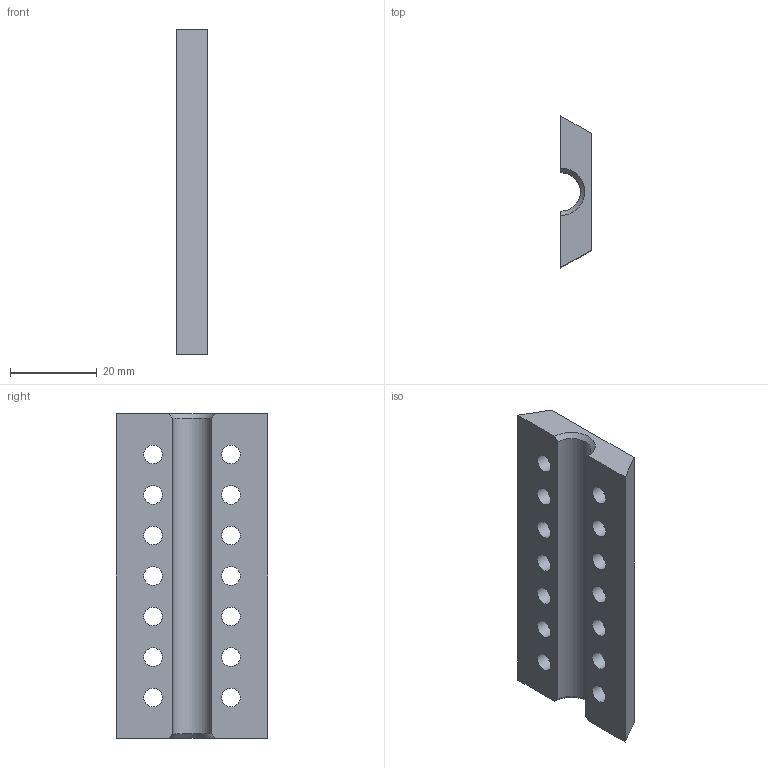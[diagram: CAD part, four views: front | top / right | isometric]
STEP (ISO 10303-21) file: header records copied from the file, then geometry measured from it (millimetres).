
FILE_DESCRIPTION(/* description */ ('STEP AP242','CAx-IF Rec.Pracs.---Representation and Presentation of Product Manufacturing Information (PMI)---4.0---2014-10-13','CAx-IF Rec.Pracs.---3D Tessellated Geometry---0.4---2014-09-14','2;1'),/* implementation_level */ '2;1');
FILE_NAME(/* name */ '68780ba9083bfa6ea4fab27f',/* time_stamp */ '2025-07-16T20:29:29Z',/* author */ (''),/* organization */ (''),/* preprocessor_version */ 'ST-DEVELOPER v20',/* originating_system */ 'ONSHAPE BY PTC INC, 1.200',/* authorisation */ ' ');
FILE_SCHEMA (('AP242_MANAGED_MODEL_BASED_3D_ENGINEERING_MIM_LF { 1 0 10303 442 1 1 4 }'));
Length unit declared in the file: metre
Products named in the file (1): Gauge Clamp
Bounding box: 7 x 35.08 x 75 mm (x, y, z)
Volume: 10292.5 mm3; surface area: 8219.8 mm2
Topology: 1 solids, 1 shells, 52 faces, 108 edges, 72 vertices
Faces by surface type: cylinder 29, plane 21, cone 2
Full cylindrical faces by diameter (mm): 4.3 x14, 8.25 x14
Entity records: 1350 total; most frequent: DIRECTION 246, CARTESIAN_POINT 205, ORIENTED_EDGE 160, EDGE_LOOP 122, FACE_BOUND 122, AXIS2_PLACEMENT_3D 113, EDGE_CURVE 80, VERTEX_POINT 72
